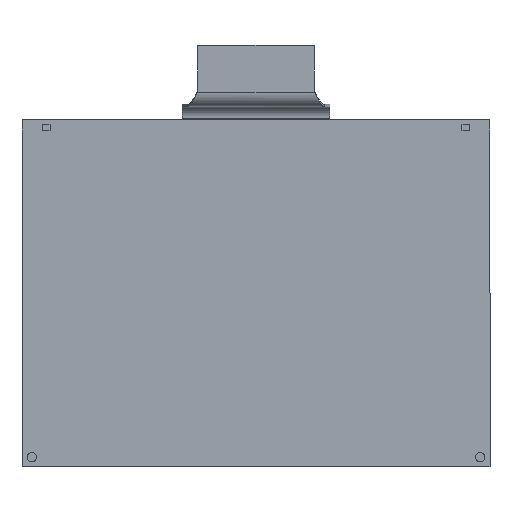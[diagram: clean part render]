
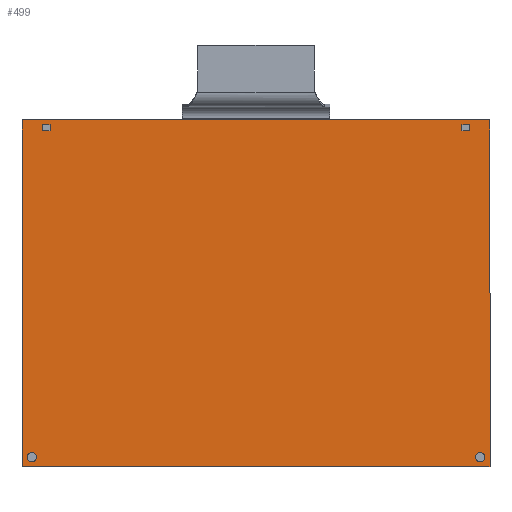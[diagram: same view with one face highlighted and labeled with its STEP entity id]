
A CAD part, front view. The second image highlights one B-rep face of the part: STEP entity #499.
In plain terms, the highlighted planar face has unit normal (0, -1, 0).
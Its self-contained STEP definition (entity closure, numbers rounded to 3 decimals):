
#25 = DIRECTION ( 'NONE',  ( 1., 0., 0. ) ) ;
#44 = LINE ( 'NONE', #1146, #718 ) ;
#55 = DIRECTION ( 'NONE',  ( -1., 0., 0. ) ) ;
#71 = DIRECTION ( 'NONE',  ( 0., 1., 0. ) ) ;
#94 = CARTESIAN_POINT ( 'NONE',  ( -30.05, 0., 25.75 ) ) ;
#96 = ORIENTED_EDGE ( 'NONE', *, *, #656, .F. ) ;
#101 = AXIS2_PLACEMENT_3D ( 'NONE', #401, #775, #1092 ) ;
#103 = DIRECTION ( 'NONE',  ( 0., 0., -1. ) ) ;
#104 = CIRCLE ( 'NONE', #1003, 0.6 ) ;
#109 = EDGE_CURVE ( 'NONE', #816, #551, #246, .T. ) ;
#120 = ORIENTED_EDGE ( 'NONE', *, *, #235, .T. ) ;
#121 = CARTESIAN_POINT ( 'NONE',  ( -26.45, 0., 24.35 ) ) ;
#129 = VECTOR ( 'NONE', #25, 1000. ) ;
#143 = CARTESIAN_POINT ( 'NONE',  ( 26.45, 0., 25.15 ) ) ;
#147 = EDGE_CURVE ( 'NONE', #608, #381, #946, .T. ) ;
#156 = EDGE_CURVE ( 'NONE', #407, #1093, #479, .T. ) ;
#159 = ORIENTED_EDGE ( 'NONE', *, *, #109, .T. ) ;
#160 = LINE ( 'NONE', #659, #495 ) ;
#166 = VERTEX_POINT ( 'NONE', #1469 ) ;
#172 = CARTESIAN_POINT ( 'NONE',  ( 28.8, 0., -16.95 ) ) ;
#190 = CARTESIAN_POINT ( 'NONE',  ( -28.8, 0., -16.95 ) ) ;
#219 = DIRECTION ( 'NONE',  ( 0., -1., 0. ) ) ;
#233 = CARTESIAN_POINT ( 'NONE',  ( 30.05, 0., 25.75 ) ) ;
#235 = EDGE_CURVE ( 'NONE', #551, #497, #1012, .T. ) ;
#241 = DIRECTION ( 'NONE',  ( 1., 0., 0. ) ) ;
#246 = LINE ( 'NONE', #872, #620 ) ;
#253 = CIRCLE ( 'NONE', #101, 0.6 ) ;
#259 = FACE_OUTER_BOUND ( 'NONE', #369, .T. ) ;
#272 = EDGE_CURVE ( 'NONE', #497, #713, #44, .T. ) ;
#279 = VECTOR ( 'NONE', #1505, 1000. ) ;
#311 = CARTESIAN_POINT ( 'NONE',  ( 30.05, 0., 25.75 ) ) ;
#323 = FACE_BOUND ( 'NONE', #958, .T. ) ;
#349 = EDGE_CURVE ( 'NONE', #713, #816, #1170, .T. ) ;
#355 = EDGE_LOOP ( 'NONE', ( #416, #1254 ) ) ;
#369 = EDGE_LOOP ( 'NONE', ( #851, #1514, #789, #759 ) ) ;
#372 = AXIS2_PLACEMENT_3D ( 'NONE', #970, #1360, #983 ) ;
#381 = VERTEX_POINT ( 'NONE', #907 ) ;
#401 = CARTESIAN_POINT ( 'NONE',  ( -28.8, 0., -17.55 ) ) ;
#407 = VERTEX_POINT ( 'NONE', #1428 ) ;
#416 = ORIENTED_EDGE ( 'NONE', *, *, #147, .F. ) ;
#429 = ORIENTED_EDGE ( 'NONE', *, *, #1226, .F. ) ;
#432 = VECTOR ( 'NONE', #1132, 1000. ) ;
#443 = EDGE_CURVE ( 'NONE', #1394, #909, #1461, .T. ) ;
#458 = CARTESIAN_POINT ( 'NONE',  ( 28.8, 0., -17.55 ) ) ;
#479 = LINE ( 'NONE', #1366, #569 ) ;
#495 = VECTOR ( 'NONE', #1150, 1000. ) ;
#497 = VERTEX_POINT ( 'NONE', #1596 ) ;
#499 = ADVANCED_FACE ( 'NONE', ( #323, #809, #259, #1130, #1114 ), #742, .F. ) ;
#539 = CARTESIAN_POINT ( 'NONE',  ( -27.45, 0., 24.35 ) ) ;
#541 = EDGE_CURVE ( 'NONE', #381, #608, #570, .T. ) ;
#551 = VERTEX_POINT ( 'NONE', #1431 ) ;
#569 = VECTOR ( 'NONE', #103, 1000. ) ;
#570 = CIRCLE ( 'NONE', #648, 0.6 ) ;
#573 = DIRECTION ( 'NONE',  ( 0., 0., 1. ) ) ;
#591 = CARTESIAN_POINT ( 'NONE',  ( 26.45, 0., 24.35 ) ) ;
#604 = ORIENTED_EDGE ( 'NONE', *, *, #349, .T. ) ;
#608 = VERTEX_POINT ( 'NONE', #172 ) ;
#611 = CARTESIAN_POINT ( 'NONE',  ( 30.05, 0., -18.75 ) ) ;
#620 = VECTOR ( 'NONE', #1493, 1000. ) ;
#622 = DIRECTION ( 'NONE',  ( -1., 0., 0. ) ) ;
#648 = AXIS2_PLACEMENT_3D ( 'NONE', #458, #1065, #1533 ) ;
#656 = EDGE_CURVE ( 'NONE', #166, #761, #253, .T. ) ;
#659 = CARTESIAN_POINT ( 'NONE',  ( -30.05, 0., 25.75 ) ) ;
#660 = VERTEX_POINT ( 'NONE', #311 ) ;
#685 = CARTESIAN_POINT ( 'NONE',  ( -30.05, 0., -18.75 ) ) ;
#694 = ORIENTED_EDGE ( 'NONE', *, *, #1035, .F. ) ;
#713 = VERTEX_POINT ( 'NONE', #1256 ) ;
#718 = VECTOR ( 'NONE', #781, 1000. ) ;
#736 = LINE ( 'NONE', #1241, #1297 ) ;
#742 = PLANE ( 'NONE',  #819 ) ;
#743 = CARTESIAN_POINT ( 'NONE',  ( -26.45, 0., 25.15 ) ) ;
#759 = ORIENTED_EDGE ( 'NONE', *, *, #1309, .T. ) ;
#761 = VERTEX_POINT ( 'NONE', #190 ) ;
#775 = DIRECTION ( 'NONE',  ( 0., -1., 0. ) ) ;
#781 = DIRECTION ( 'NONE',  ( 0., 0., -1. ) ) ;
#789 = ORIENTED_EDGE ( 'NONE', *, *, #965, .T. ) ;
#809 = FACE_BOUND ( 'NONE', #818, .T. ) ;
#816 = VERTEX_POINT ( 'NONE', #917 ) ;
#818 = EDGE_LOOP ( 'NONE', ( #429, #96 ) ) ;
#819 = AXIS2_PLACEMENT_3D ( 'NONE', #1189, #71, #573 ) ;
#836 = EDGE_LOOP ( 'NONE', ( #1325, #604, #159, #120 ) ) ;
#851 = ORIENTED_EDGE ( 'NONE', *, *, #1118, .T. ) ;
#856 = DIRECTION ( 'NONE',  ( -1., 0., 0. ) ) ;
#858 = VERTEX_POINT ( 'NONE', #121 ) ;
#872 = CARTESIAN_POINT ( 'NONE',  ( 26.45, 0., 24.35 ) ) ;
#876 = ORIENTED_EDGE ( 'NONE', *, *, #1045, .F. ) ;
#885 = LINE ( 'NONE', #1387, #129 ) ;
#907 = CARTESIAN_POINT ( 'NONE',  ( 28.8, 0., -18.15 ) ) ;
#909 = VERTEX_POINT ( 'NONE', #1340 ) ;
#917 = CARTESIAN_POINT ( 'NONE',  ( 26.45, 0., 24.35 ) ) ;
#926 = ORIENTED_EDGE ( 'NONE', *, *, #1351, .F. ) ;
#946 = CIRCLE ( 'NONE', #372, 0.6 ) ;
#958 = EDGE_LOOP ( 'NONE', ( #1022, #926, #694, #876 ) ) ;
#965 = EDGE_CURVE ( 'NONE', #909, #660, #1215, .T. ) ;
#970 = CARTESIAN_POINT ( 'NONE',  ( 28.8, 0., -17.55 ) ) ;
#983 = DIRECTION ( 'NONE',  ( 0., 0., 1. ) ) ;
#996 = CARTESIAN_POINT ( 'NONE',  ( 30.05, 0., 25.75 ) ) ;
#998 = CARTESIAN_POINT ( 'NONE',  ( -26.45, 0., 24.35 ) ) ;
#1003 = AXIS2_PLACEMENT_3D ( 'NONE', #1335, #219, #1217 ) ;
#1012 = LINE ( 'NONE', #143, #432 ) ;
#1022 = ORIENTED_EDGE ( 'NONE', *, *, #156, .F. ) ;
#1035 = EDGE_CURVE ( 'NONE', #858, #1290, #1158, .T. ) ;
#1045 = EDGE_CURVE ( 'NONE', #1093, #858, #885, .T. ) ;
#1065 = DIRECTION ( 'NONE',  ( 0., -1., 0. ) ) ;
#1092 = DIRECTION ( 'NONE',  ( 0., 0., 1. ) ) ;
#1093 = VERTEX_POINT ( 'NONE', #539 ) ;
#1114 = FACE_BOUND ( 'NONE', #836, .T. ) ;
#1118 = EDGE_CURVE ( 'NONE', #1199, #1394, #160, .T. ) ;
#1130 = FACE_BOUND ( 'NONE', #355, .T. ) ;
#1132 = DIRECTION ( 'NONE',  ( 1., 0., 0. ) ) ;
#1137 = VECTOR ( 'NONE', #241, 1000. ) ;
#1146 = CARTESIAN_POINT ( 'NONE',  ( 27.45, 0., 24.35 ) ) ;
#1150 = DIRECTION ( 'NONE',  ( 0., 0., -1. ) ) ;
#1158 = LINE ( 'NONE', #998, #279 ) ;
#1170 = LINE ( 'NONE', #591, #1573 ) ;
#1189 = CARTESIAN_POINT ( 'NONE',  ( 0., 0., 0. ) ) ;
#1199 = VERTEX_POINT ( 'NONE', #94 ) ;
#1215 = LINE ( 'NONE', #233, #1522 ) ;
#1217 = DIRECTION ( 'NONE',  ( 0., 0., 1. ) ) ;
#1226 = EDGE_CURVE ( 'NONE', #761, #166, #104, .T. ) ;
#1241 = CARTESIAN_POINT ( 'NONE',  ( -26.45, 0., 25.15 ) ) ;
#1246 = DIRECTION ( 'NONE',  ( 0., 0., 1. ) ) ;
#1254 = ORIENTED_EDGE ( 'NONE', *, *, #541, .F. ) ;
#1256 = CARTESIAN_POINT ( 'NONE',  ( 27.45, 0., 24.35 ) ) ;
#1290 = VERTEX_POINT ( 'NONE', #743 ) ;
#1297 = VECTOR ( 'NONE', #622, 1000. ) ;
#1309 = EDGE_CURVE ( 'NONE', #660, #1199, #1383, .T. ) ;
#1325 = ORIENTED_EDGE ( 'NONE', *, *, #272, .T. ) ;
#1335 = CARTESIAN_POINT ( 'NONE',  ( -28.8, 0., -17.55 ) ) ;
#1340 = CARTESIAN_POINT ( 'NONE',  ( 30.05, 0., -18.75 ) ) ;
#1351 = EDGE_CURVE ( 'NONE', #1290, #407, #736, .T. ) ;
#1360 = DIRECTION ( 'NONE',  ( 0., -1., 0. ) ) ;
#1366 = CARTESIAN_POINT ( 'NONE',  ( -27.45, 0., 24.35 ) ) ;
#1383 = LINE ( 'NONE', #996, #1548 ) ;
#1387 = CARTESIAN_POINT ( 'NONE',  ( -26.45, 0., 24.35 ) ) ;
#1394 = VERTEX_POINT ( 'NONE', #685 ) ;
#1428 = CARTESIAN_POINT ( 'NONE',  ( -27.45, 0., 25.15 ) ) ;
#1431 = CARTESIAN_POINT ( 'NONE',  ( 26.45, 0., 25.15 ) ) ;
#1461 = LINE ( 'NONE', #611, #1137 ) ;
#1469 = CARTESIAN_POINT ( 'NONE',  ( -28.8, 0., -18.15 ) ) ;
#1493 = DIRECTION ( 'NONE',  ( 0., 0., 1. ) ) ;
#1505 = DIRECTION ( 'NONE',  ( 0., 0., 1. ) ) ;
#1514 = ORIENTED_EDGE ( 'NONE', *, *, #443, .T. ) ;
#1522 = VECTOR ( 'NONE', #1246, 1000. ) ;
#1533 = DIRECTION ( 'NONE',  ( 0., 0., 1. ) ) ;
#1548 = VECTOR ( 'NONE', #856, 1000. ) ;
#1573 = VECTOR ( 'NONE', #55, 1000. ) ;
#1596 = CARTESIAN_POINT ( 'NONE',  ( 27.45, 0., 25.15 ) ) ;
